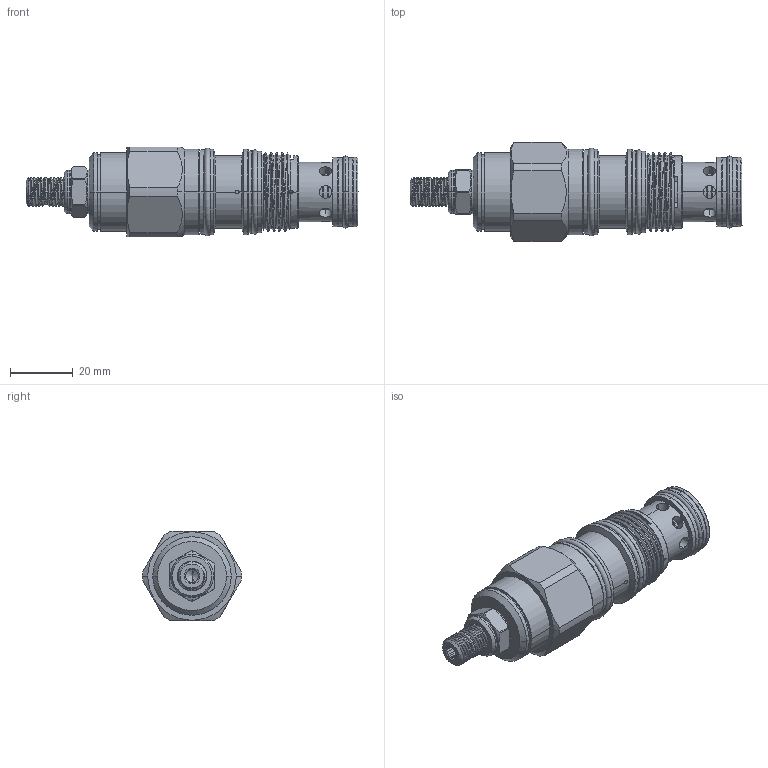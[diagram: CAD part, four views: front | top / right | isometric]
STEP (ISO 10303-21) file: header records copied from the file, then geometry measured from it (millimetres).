
FILE_DESCRIPTION (( 'STEP AP203' ), '1' );
FILE_NAME ('RV2A30-L-85.STEP', '2020-03-24T07:18:49', ( '' ), ( '' ), 'SwSTEP 2.0', 'SolidWorks 2018', '' );
FILE_SCHEMA (( 'CONFIG_CONTROL_DESIGN' ));
Products named in the file (1): RV2A30-L-85
Bounding box: 105.87 x 31.6 x 28.57 mm (x, y, z)
Volume: 43104 mm3; surface area: 13354.2 mm2
Topology: 6 solids, 6 shells, 753 faces, 2092 edges, 1317 vertices
Faces by surface type: cylinder 591, plane 65, cone 48, torus 38, bspline 7, sphere 4
Entity records: 53886 total; most frequent: CARTESIAN_POINT 35584, ORIENTED_EDGE 4180, DIRECTION 2977, EDGE_CURVE 2090, VERTEX_POINT 1317, AXIS2_PLACEMENT_3D 1170, EDGE_LOOP 1157, B_SPLINE_CURVE_WITH_KNOTS 967
